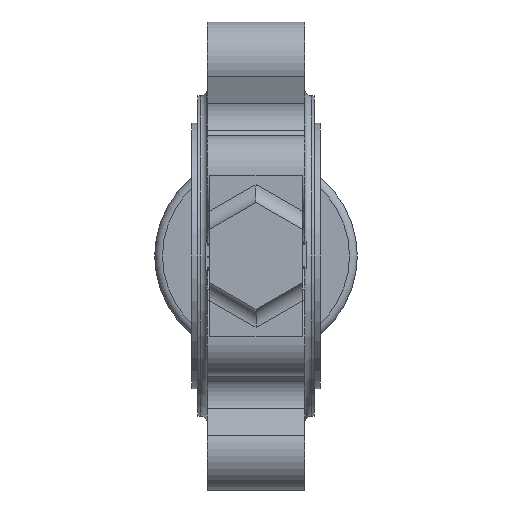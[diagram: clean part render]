
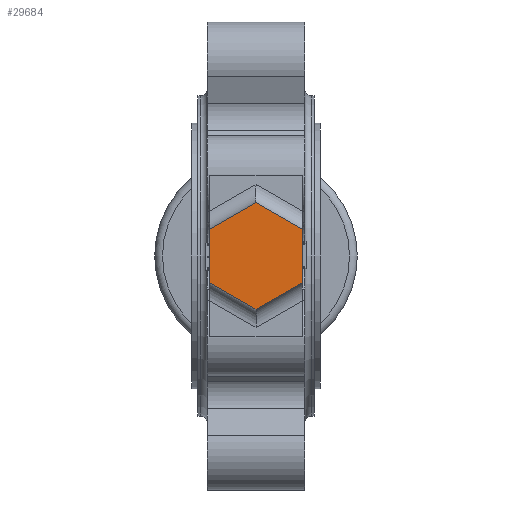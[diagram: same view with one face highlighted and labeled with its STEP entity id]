
A CAD part, front view. The second image highlights one B-rep face of the part: STEP entity #29684.
In plain terms, the highlighted planar face has unit normal (0, -1, 0).
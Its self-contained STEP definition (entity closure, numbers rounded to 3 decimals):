
#2288=LINE('',#74200,#5071);
#2397=LINE('',#75766,#5180);
#2481=LINE('',#76759,#5264);
#2483=LINE('',#76762,#5266);
#2488=LINE('',#76774,#5271);
#2490=LINE('',#76777,#5273);
#5071=VECTOR('',#34581,20.207);
#5180=VECTOR('',#34730,20.207);
#5264=VECTOR('',#34890,20.207);
#5266=VECTOR('',#34894,20.207);
#5271=VECTOR('',#34905,20.207);
#5273=VECTOR('',#34909,20.207);
#6693=PLANE('',#31199);
#7631=FACE_OUTER_BOUND('',#9051,.T.);
#9051=EDGE_LOOP('',(#26048,#26049,#26050,#26051,#26052,#26053));
#14074=VERTEX_POINT('',#74174);
#14086=VERTEX_POINT('',#74198);
#14289=VERTEX_POINT('',#75740);
#14301=VERTEX_POINT('',#75764);
#14405=VERTEX_POINT('',#76756);
#14409=VERTEX_POINT('',#76772);
#18080=EDGE_CURVE('',#14086,#14074,#2288,.T.);
#18295=EDGE_CURVE('',#14301,#14289,#2397,.T.);
#18424=EDGE_CURVE('',#14074,#14405,#2481,.T.);
#18426=EDGE_CURVE('',#14405,#14301,#2483,.T.);
#18432=EDGE_CURVE('',#14409,#14086,#2488,.T.);
#18434=EDGE_CURVE('',#14289,#14409,#2490,.T.);
#26048=ORIENTED_EDGE('',*,*,#18434,.F.);
#26049=ORIENTED_EDGE('',*,*,#18295,.F.);
#26050=ORIENTED_EDGE('',*,*,#18426,.F.);
#26051=ORIENTED_EDGE('',*,*,#18424,.F.);
#26052=ORIENTED_EDGE('',*,*,#18080,.F.);
#26053=ORIENTED_EDGE('',*,*,#18432,.F.);
#29684=ADVANCED_FACE('',(#7631),#6693,.F.);
#31199=AXIS2_PLACEMENT_3D('',#77098,#35164,#35165);
#34581=DIRECTION('',(0.,0.,1.));
#34730=DIRECTION('',(0.,0.,-1.));
#34890=DIRECTION('',(0.866,0.,0.5));
#34894=DIRECTION('',(0.866,0.,-0.5));
#34905=DIRECTION('',(-0.866,0.,0.5));
#34909=DIRECTION('',(-0.866,0.,-0.5));
#35164=DIRECTION('center_axis',(0.,1.,0.));
#35165=DIRECTION('ref_axis',(0.,0.,1.));
#74174=CARTESIAN_POINT('',(-17.5,-95.,10.104));
#74198=CARTESIAN_POINT('',(-17.5,-95.,-10.104));
#74200=CARTESIAN_POINT('',(-17.5,-95.,-10.104));
#75740=CARTESIAN_POINT('',(17.5,-95.,-10.104));
#75764=CARTESIAN_POINT('',(17.5,-95.,10.104));
#75766=CARTESIAN_POINT('',(17.5,-95.,10.104));
#76756=CARTESIAN_POINT('',(0.,-95.,20.207));
#76759=CARTESIAN_POINT('',(-17.5,-95.,10.104));
#76762=CARTESIAN_POINT('',(0.,-95.,20.207));
#76772=CARTESIAN_POINT('',(0.,-95.,-20.207));
#76774=CARTESIAN_POINT('',(0.,-95.,-20.207));
#76777=CARTESIAN_POINT('',(17.5,-95.,-10.104));
#77098=CARTESIAN_POINT('Origin',(0.,-95.,0.));
